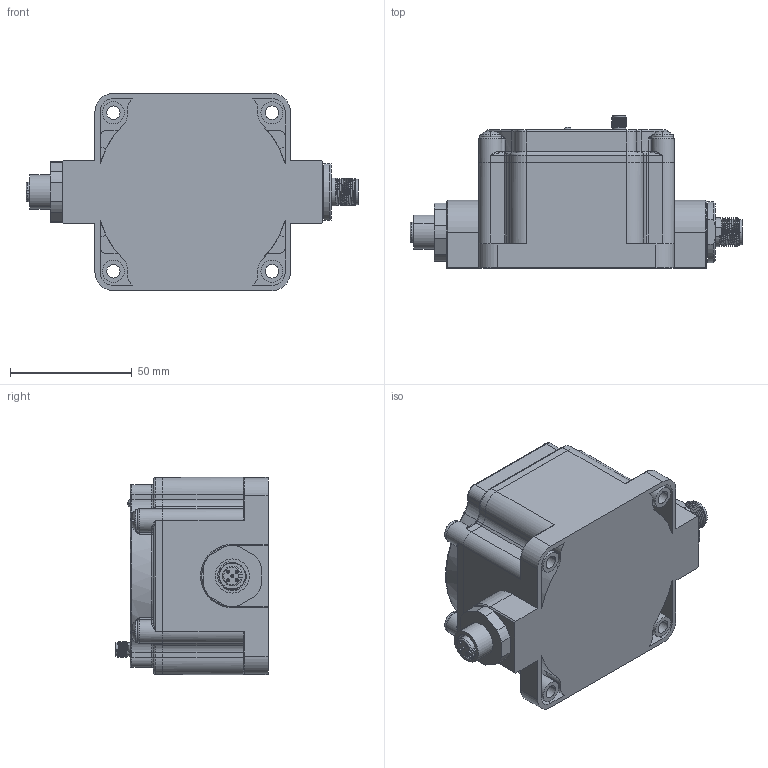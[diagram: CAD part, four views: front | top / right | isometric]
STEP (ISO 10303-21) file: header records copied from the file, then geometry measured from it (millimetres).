
FILE_DESCRIPTION((''),'2;1');
FILE_NAME('214153_ASM','2020-02-06T06:13:24',('PDMAdmin'),('BANNER ENGINEERING'),'CREO PARAMETRIC BY PTC INC, 2019292','CREO PARAMETRIC BY PTC INC, 2019292','');
FILE_SCHEMA(('CONFIG_CONTROL_DESIGN'));
Products named in the file (21): 129894; 29320; 107054; 41089_NO_ORING; 125209_ASM; 123917_ASM; 175291; 121056; 121057; 161499; 125581; 125581_TEFLON; 125581_PIN; 125581_ASM; 131071; 122677; 192380; 192381; 199139_AF4; 183809_ASM; 214153_ASM
Assembly tree (29 placements, depth 4):
  214153_ASM
    123917_ASM
      129894
      29320
      107054
      125209_ASM
        41089_NO_ORING
    175291
    121056  x2
    121057
    161499  x2
    125581_ASM
      125581
      125581_TEFLON
      125581_PIN
    131071  x4
    122677
    183809_ASM
      192380
      192381  x5
      199139_AF4
Bounding box: 136.11 x 62.4 x 80.85 mm (x, y, z)
Volume: 103534.1 mm3; surface area: 91191.5 mm2
Topology: 25 solids, 29 shells, 1610 faces, 3881 edges, 2415 vertices
Faces by surface type: cylinder 636, plane 488, torus 173, cone 153, bspline 122, sphere 34, revolution 4
Entity records: 55683 total; most frequent: CARTESIAN_POINT 23760, DIRECTION 6776, ORIENTED_EDGE 6498, EDGE_CURVE 3257, AXIS2_PLACEMENT_3D 2755, VERTEX_POINT 2047, EDGE_LOOP 1504, CIRCLE 1466
